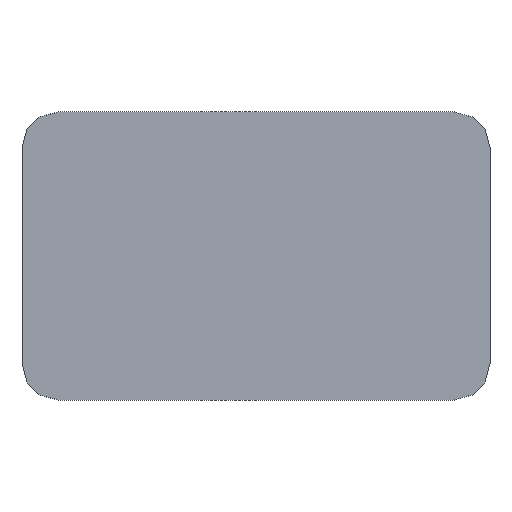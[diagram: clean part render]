
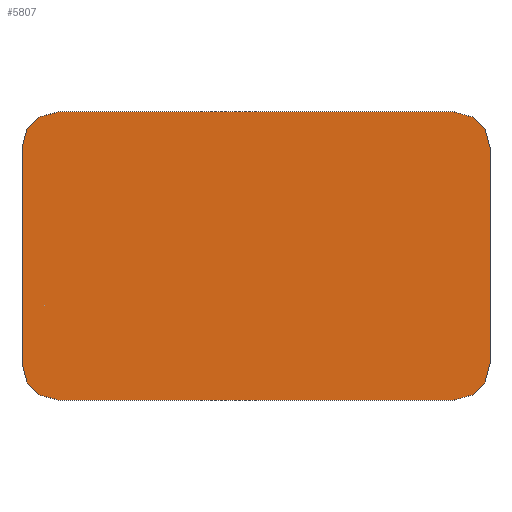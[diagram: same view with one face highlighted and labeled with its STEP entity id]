
A CAD part, front view. The second image highlights one B-rep face of the part: STEP entity #5807.
In plain terms, the highlighted planar face has unit normal (0, -1, 0).
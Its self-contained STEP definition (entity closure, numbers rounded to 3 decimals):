
#622=LINE('',#22812,#842);
#623=LINE('',#22816,#843);
#624=LINE('',#22820,#844);
#625=LINE('',#22823,#845);
#842=VECTOR('',#7666,30.);
#843=VECTOR('',#7669,55.);
#844=VECTOR('',#7672,30.);
#845=VECTOR('',#7675,55.);
#1388=FACE_OUTER_BOUND('',#1781,.T.);
#1781=EDGE_LOOP('',(#4982,#4983,#4984,#4985,#4986,#4987,#4988,#4989));
#2095=CIRCLE('',#6361,5.);
#2096=CIRCLE('',#6362,5.);
#2097=CIRCLE('',#6363,5.);
#2098=CIRCLE('',#6364,5.);
#2602=VERTEX_POINT('',#22808);
#2603=VERTEX_POINT('',#22809);
#2604=VERTEX_POINT('',#22811);
#2605=VERTEX_POINT('',#22813);
#2606=VERTEX_POINT('',#22815);
#2607=VERTEX_POINT('',#22817);
#2608=VERTEX_POINT('',#22819);
#2609=VERTEX_POINT('',#22821);
#3398=EDGE_CURVE('',#2602,#2603,#2095,.T.);
#3399=EDGE_CURVE('',#2603,#2604,#622,.T.);
#3400=EDGE_CURVE('',#2604,#2605,#2096,.T.);
#3401=EDGE_CURVE('',#2605,#2606,#623,.T.);
#3402=EDGE_CURVE('',#2606,#2607,#2097,.T.);
#3403=EDGE_CURVE('',#2607,#2608,#624,.T.);
#3404=EDGE_CURVE('',#2608,#2609,#2098,.T.);
#3405=EDGE_CURVE('',#2609,#2602,#625,.T.);
#4982=ORIENTED_EDGE('',*,*,#3398,.T.);
#4983=ORIENTED_EDGE('',*,*,#3399,.T.);
#4984=ORIENTED_EDGE('',*,*,#3400,.T.);
#4985=ORIENTED_EDGE('',*,*,#3401,.T.);
#4986=ORIENTED_EDGE('',*,*,#3402,.T.);
#4987=ORIENTED_EDGE('',*,*,#3403,.T.);
#4988=ORIENTED_EDGE('',*,*,#3404,.T.);
#4989=ORIENTED_EDGE('',*,*,#3405,.T.);
#5122=PLANE('',#6360);
#5807=ADVANCED_FACE('',(#1388),#5122,.F.);
#6360=AXIS2_PLACEMENT_3D('',#22807,#7662,#7663);
#6361=AXIS2_PLACEMENT_3D('',#22810,#7664,#7665);
#6362=AXIS2_PLACEMENT_3D('',#22814,#7667,#7668);
#6363=AXIS2_PLACEMENT_3D('',#22818,#7670,#7671);
#6364=AXIS2_PLACEMENT_3D('',#22822,#7673,#7674);
#7662=DIRECTION('center_axis',(0.,1.,0.));
#7663=DIRECTION('ref_axis',(1.,0.,0.));
#7664=DIRECTION('center_axis',(0.,-1.,0.));
#7665=DIRECTION('ref_axis',(0.,0.,1.));
#7666=DIRECTION('',(0.,0.,-1.));
#7667=DIRECTION('center_axis',(0.,-1.,0.));
#7668=DIRECTION('ref_axis',(-1.,0.,0.));
#7669=DIRECTION('',(1.,0.,0.));
#7670=DIRECTION('center_axis',(0.,-1.,0.));
#7671=DIRECTION('ref_axis',(0.,0.,-1.));
#7672=DIRECTION('',(0.,0.,1.));
#7673=DIRECTION('center_axis',(0.,-1.,0.));
#7674=DIRECTION('ref_axis',(1.,0.,0.));
#7675=DIRECTION('',(-1.,0.,0.));
#22807=CARTESIAN_POINT('Origin',(13.095,-16.502,145.752));
#22808=CARTESIAN_POINT('',(-14.405,-16.502,165.752));
#22809=CARTESIAN_POINT('',(-19.405,-16.502,160.752));
#22810=CARTESIAN_POINT('Origin',(-14.405,-16.502,160.752));
#22811=CARTESIAN_POINT('',(-19.405,-16.502,130.752));
#22812=CARTESIAN_POINT('',(-19.405,-16.502,160.752));
#22813=CARTESIAN_POINT('',(-14.405,-16.502,125.752));
#22814=CARTESIAN_POINT('Origin',(-14.405,-16.502,130.752));
#22815=CARTESIAN_POINT('',(40.595,-16.502,125.752));
#22816=CARTESIAN_POINT('',(-14.405,-16.502,125.752));
#22817=CARTESIAN_POINT('',(45.595,-16.502,130.752));
#22818=CARTESIAN_POINT('Origin',(40.595,-16.502,130.752));
#22819=CARTESIAN_POINT('',(45.595,-16.502,160.752));
#22820=CARTESIAN_POINT('',(45.595,-16.502,130.752));
#22821=CARTESIAN_POINT('',(40.595,-16.502,165.752));
#22822=CARTESIAN_POINT('Origin',(40.595,-16.502,160.752));
#22823=CARTESIAN_POINT('',(40.595,-16.502,165.752));
